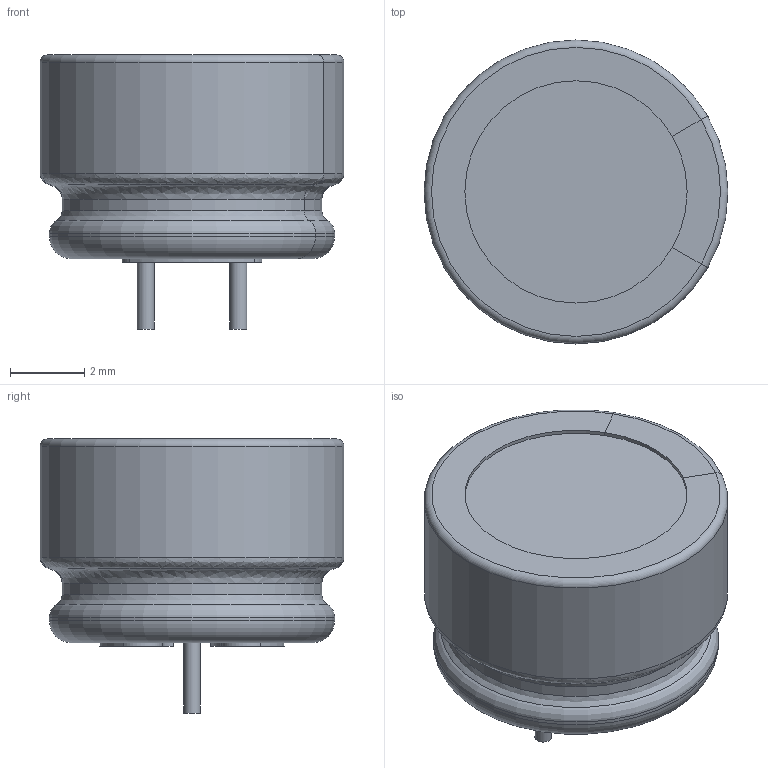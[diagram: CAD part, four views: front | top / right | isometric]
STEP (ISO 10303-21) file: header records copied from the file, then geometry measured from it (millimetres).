
FILE_DESCRIPTION(('FreeCAD Model'),'2;1');
FILE_NAME('CAPPR350-800X500.step', '2020-02-22T13:55:01',(''),(''),'Open CASCADE STEP processor 7.3', 'FreeCAD','Unknown');
FILE_SCHEMA(('AUTOMOTIVE_DESIGN { 1 0 10303 214 1 1 1 1 }'));
Length unit declared in the file: millimetre
Products named in the file (1): Compound003
Bounding box: 8.2 x 8.2 x 7.4 mm (x, y, z)
Volume: 270.2 mm3; surface area: 719.1 mm2
Topology: 6 solids, 6 shells, 106 faces, 810 edges, 2292 vertices
Faces by surface type: plane 36, cylinder 32, torus 20, bspline 17, cone 1
Full cylindrical faces by diameter (mm): 0.45 x2, 0.9 x2, 1 x2, 1.6 x2, 5 x1, 6 x1, 6.8 x1, 7.25 x1, 7.5 x1, 8 x1
Entity records: 22263 total; most frequent: CARTESIAN_POINT 12037, DIRECTION 1637, AXIS2_PLACEMENT_3D 600, CIRCLE 561, GEOMETRIC_CURVE_SET 541, ORIENTED_EDGE 540, PCURVE 540, DEFINITIONAL_REPRESENTATION 540
